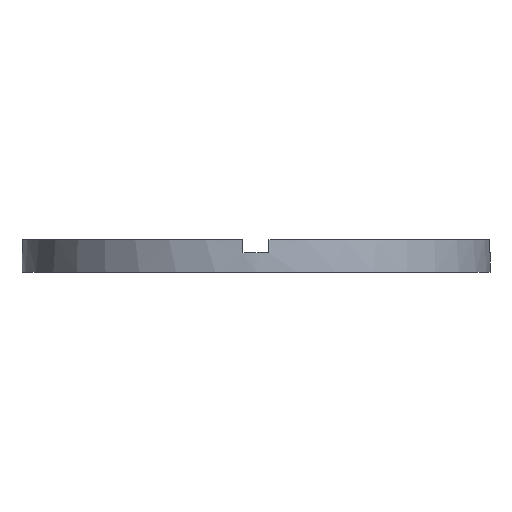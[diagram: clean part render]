
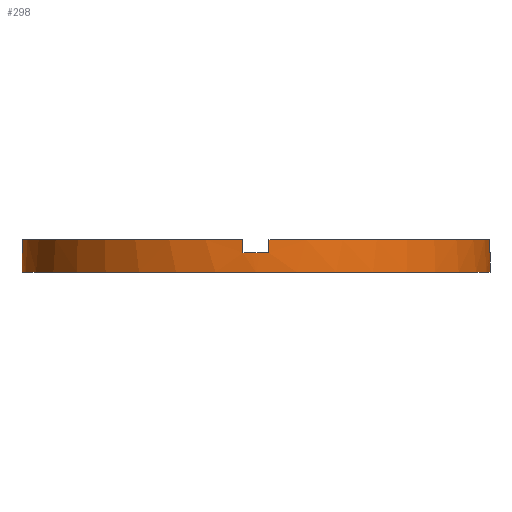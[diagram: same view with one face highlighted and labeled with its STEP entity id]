
A CAD part, front view. The second image highlights one B-rep face of the part: STEP entity #298.
In plain terms, the highlighted cylindrical face has radius 18 mm (diameter 36 mm), a partial arc.
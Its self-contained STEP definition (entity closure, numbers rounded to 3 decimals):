
#1 = DIRECTION ( 'NONE',  ( 1., 0., 0. ) ) ;
#9 = VERTEX_POINT ( 'NONE', #676 ) ;
#34 = EDGE_CURVE ( 'NONE', #514, #103, #307, .T. ) ;
#36 = CARTESIAN_POINT ( 'NONE',  ( 17.972, -1., 2.5 ) ) ;
#45 = DIRECTION ( 'NONE',  ( 0., 0., -1. ) ) ;
#46 = CIRCLE ( 'NONE', #409, 18. ) ;
#51 = LINE ( 'NONE', #644, #561 ) ;
#53 = AXIS2_PLACEMENT_3D ( 'NONE', #665, #592, #1 ) ;
#57 = LINE ( 'NONE', #451, #322 ) ;
#63 = DIRECTION ( 'NONE',  ( 0., 0., 1. ) ) ;
#64 = CARTESIAN_POINT ( 'NONE',  ( 0., 0., 2.5 ) ) ;
#73 = VECTOR ( 'NONE', #423, 1000. ) ;
#75 = DIRECTION ( 'NONE',  ( 0., 0., 1. ) ) ;
#85 = CIRCLE ( 'NONE', #53, 18. ) ;
#102 = EDGE_CURVE ( 'NONE', #383, #215, #46, .T. ) ;
#103 = VERTEX_POINT ( 'NONE', #767 ) ;
#132 = ORIENTED_EDGE ( 'NONE', *, *, #34, .F. ) ;
#135 = VERTEX_POINT ( 'NONE', #36 ) ;
#161 = CARTESIAN_POINT ( 'NONE',  ( 18., 0., 2.5 ) ) ;
#182 = VERTEX_POINT ( 'NONE', #776 ) ;
#187 = ORIENTED_EDGE ( 'NONE', *, *, #287, .F. ) ;
#191 = ORIENTED_EDGE ( 'NONE', *, *, #305, .T. ) ;
#200 = CARTESIAN_POINT ( 'NONE',  ( -18., 0., 0. ) ) ;
#207 = ORIENTED_EDGE ( 'NONE', *, *, #102, .T. ) ;
#215 = VERTEX_POINT ( 'NONE', #535 ) ;
#226 = EDGE_CURVE ( 'NONE', #369, #782, #302, .T. ) ;
#230 = DIRECTION ( 'NONE',  ( 0., 0., -1. ) ) ;
#231 = CARTESIAN_POINT ( 'NONE',  ( -17.972, -1., 2.5 ) ) ;
#241 = EDGE_CURVE ( 'NONE', #725, #782, #546, .T. ) ;
#261 = DIRECTION ( 'NONE',  ( 0., 0., -1. ) ) ;
#271 = EDGE_CURVE ( 'NONE', #512, #215, #303, .T. ) ;
#273 = CARTESIAN_POINT ( 'NONE',  ( -17.972, -1., 1.5 ) ) ;
#276 = CARTESIAN_POINT ( 'NONE',  ( 17.972, -1., 2.5 ) ) ;
#287 = EDGE_CURVE ( 'NONE', #182, #135, #548, .T. ) ;
#293 = VECTOR ( 'NONE', #230, 1000. ) ;
#298 = ADVANCED_FACE ( 'NONE', ( #551 ), #566, .T. ) ;
#302 = CIRCLE ( 'NONE', #330, 18. ) ;
#303 = LINE ( 'NONE', #161, #293 ) ;
#305 = EDGE_CURVE ( 'NONE', #182, #103, #51, .T. ) ;
#307 = CIRCLE ( 'NONE', #783, 18. ) ;
#320 = LINE ( 'NONE', #530, #590 ) ;
#321 = DIRECTION ( 'NONE',  ( 0., 0., 1. ) ) ;
#322 = VECTOR ( 'NONE', #321, 1000. ) ;
#330 = AXIS2_PLACEMENT_3D ( 'NONE', #449, #63, #498 ) ;
#335 = CARTESIAN_POINT ( 'NONE',  ( -17.972, -1., 2.5 ) ) ;
#348 = CARTESIAN_POINT ( 'NONE',  ( 0., 0., 0. ) ) ;
#369 = VERTEX_POINT ( 'NONE', #429 ) ;
#380 = ORIENTED_EDGE ( 'NONE', *, *, #736, .F. ) ;
#383 = VERTEX_POINT ( 'NONE', #200 ) ;
#394 = CARTESIAN_POINT ( 'NONE',  ( 0., 0., 2.5 ) ) ;
#409 = AXIS2_PLACEMENT_3D ( 'NONE', #348, #412, #415 ) ;
#410 = EDGE_CURVE ( 'NONE', #454, #135, #589, .T. ) ;
#412 = DIRECTION ( 'NONE',  ( 0., 0., 1. ) ) ;
#415 = DIRECTION ( 'NONE',  ( 1., 0., 0. ) ) ;
#419 = AXIS2_PLACEMENT_3D ( 'NONE', #773, #45, #573 ) ;
#423 = DIRECTION ( 'NONE',  ( 0., 0., 1. ) ) ;
#427 = DIRECTION ( 'NONE',  ( 0., 0., 1. ) ) ;
#429 = CARTESIAN_POINT ( 'NONE',  ( -18., 0., 1.5 ) ) ;
#439 = EDGE_CURVE ( 'NONE', #369, #383, #320, .T. ) ;
#449 = CARTESIAN_POINT ( 'NONE',  ( 0., 0., 1.5 ) ) ;
#451 = CARTESIAN_POINT ( 'NONE',  ( -1., -17.972, 2.5 ) ) ;
#454 = VERTEX_POINT ( 'NONE', #753 ) ;
#458 = CARTESIAN_POINT ( 'NONE',  ( -1., -17.972, 1.5 ) ) ;
#467 = DIRECTION ( 'NONE',  ( 0., 0., 1. ) ) ;
#485 = EDGE_CURVE ( 'NONE', #514, #9, #57, .T. ) ;
#498 = DIRECTION ( 'NONE',  ( 1., 0., 0. ) ) ;
#502 = CARTESIAN_POINT ( 'NONE',  ( 18., 0., 1.5 ) ) ;
#503 = DIRECTION ( 'NONE',  ( 0., 0., -1. ) ) ;
#508 = DIRECTION ( 'NONE',  ( 1., 0., 0. ) ) ;
#512 = VERTEX_POINT ( 'NONE', #502 ) ;
#514 = VERTEX_POINT ( 'NONE', #458 ) ;
#529 = EDGE_CURVE ( 'NONE', #725, #9, #624, .T. ) ;
#530 = CARTESIAN_POINT ( 'NONE',  ( -18., 0., 2.5 ) ) ;
#533 = VECTOR ( 'NONE', #261, 1000. ) ;
#535 = CARTESIAN_POINT ( 'NONE',  ( 18., 0., 0. ) ) ;
#543 = DIRECTION ( 'NONE',  ( 1., 0., 0. ) ) ;
#546 = LINE ( 'NONE', #335, #533 ) ;
#548 = CIRCLE ( 'NONE', #766, 18. ) ;
#551 = FACE_OUTER_BOUND ( 'NONE', #723, .T. ) ;
#561 = VECTOR ( 'NONE', #718, 1000. ) ;
#566 = CYLINDRICAL_SURFACE ( 'NONE', #419, 18. ) ;
#573 = DIRECTION ( 'NONE',  ( -1., 0., 0. ) ) ;
#589 = LINE ( 'NONE', #276, #73 ) ;
#590 = VECTOR ( 'NONE', #503, 1000. ) ;
#592 = DIRECTION ( 'NONE',  ( 0., 0., 1. ) ) ;
#620 = ORIENTED_EDGE ( 'NONE', *, *, #410, .T. ) ;
#624 = CIRCLE ( 'NONE', #744, 18. ) ;
#625 = ORIENTED_EDGE ( 'NONE', *, *, #439, .T. ) ;
#626 = ORIENTED_EDGE ( 'NONE', *, *, #485, .T. ) ;
#639 = ORIENTED_EDGE ( 'NONE', *, *, #271, .F. ) ;
#640 = ORIENTED_EDGE ( 'NONE', *, *, #241, .T. ) ;
#644 = CARTESIAN_POINT ( 'NONE',  ( 1., -17.972, 2.5 ) ) ;
#661 = ORIENTED_EDGE ( 'NONE', *, *, #226, .F. ) ;
#665 = CARTESIAN_POINT ( 'NONE',  ( 0., 0., 1.5 ) ) ;
#676 = CARTESIAN_POINT ( 'NONE',  ( -1., -17.972, 2.5 ) ) ;
#698 = ORIENTED_EDGE ( 'NONE', *, *, #529, .F. ) ;
#718 = DIRECTION ( 'NONE',  ( 0., 0., -1. ) ) ;
#723 = EDGE_LOOP ( 'NONE', ( #639, #380, #620, #187, #191, #132, #626, #698, #640, #661, #625, #207 ) ) ;
#725 = VERTEX_POINT ( 'NONE', #231 ) ;
#736 = EDGE_CURVE ( 'NONE', #454, #512, #85, .T. ) ;
#744 = AXIS2_PLACEMENT_3D ( 'NONE', #64, #427, #543 ) ;
#749 = DIRECTION ( 'NONE',  ( 1., 0., 0. ) ) ;
#753 = CARTESIAN_POINT ( 'NONE',  ( 17.972, -1., 1.5 ) ) ;
#755 = CARTESIAN_POINT ( 'NONE',  ( 0., 0., 1.5 ) ) ;
#766 = AXIS2_PLACEMENT_3D ( 'NONE', #394, #467, #508 ) ;
#767 = CARTESIAN_POINT ( 'NONE',  ( 1., -17.972, 1.5 ) ) ;
#773 = CARTESIAN_POINT ( 'NONE',  ( 0., 0., 2.5 ) ) ;
#776 = CARTESIAN_POINT ( 'NONE',  ( 1., -17.972, 2.5 ) ) ;
#782 = VERTEX_POINT ( 'NONE', #273 ) ;
#783 = AXIS2_PLACEMENT_3D ( 'NONE', #755, #75, #749 ) ;
